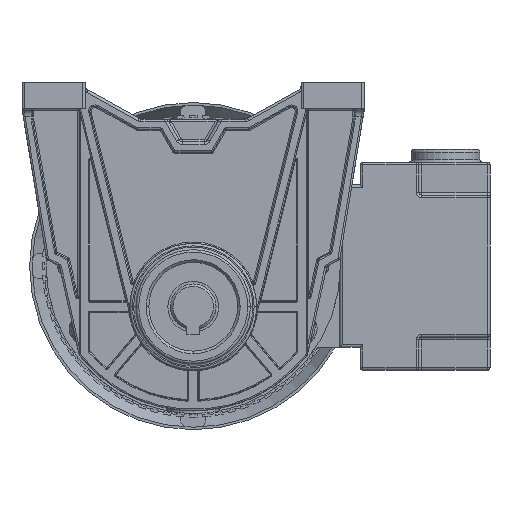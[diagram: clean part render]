
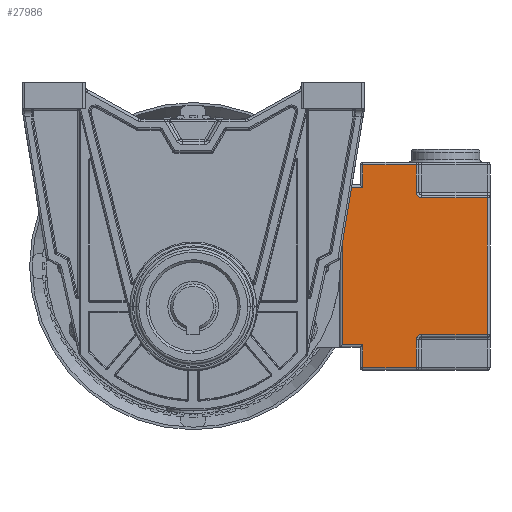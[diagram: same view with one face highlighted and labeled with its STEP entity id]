
A CAD part, front view. The second image highlights one B-rep face of the part: STEP entity #27986.
In plain terms, the highlighted face is planar.
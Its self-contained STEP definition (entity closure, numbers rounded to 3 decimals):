
#1688 = EDGE_CURVE ( 'NONE', #32855, #18853, #3145, .T. ) ;
#1933 = FACE_OUTER_BOUND ( 'NONE', #74135, .T. ) ;
#3145 = LINE ( 'NONE', #14990, #33656 ) ;
#3597 = CARTESIAN_POINT ( 'NONE',  ( 149., -31., -84.7 ) ) ;
#3839 = VERTEX_POINT ( 'NONE', #35315 ) ;
#4794 = ORIENTED_EDGE ( 'NONE', *, *, #26737, .T. ) ;
#5001 = CARTESIAN_POINT ( 'NONE',  ( 149., 27., 0. ) ) ;
#5852 = EDGE_CURVE ( 'NONE', #3839, #72418, #44299, .T. ) ;
#6930 = LINE ( 'NONE', #24526, #44674 ) ;
#6976 = EDGE_CURVE ( 'NONE', #12349, #46740, #38186, .T. ) ;
#7712 = CARTESIAN_POINT ( 'NONE',  ( 149., 40., -92.7 ) ) ;
#7951 = CARTESIAN_POINT ( 'NONE',  ( 149., -31., 0. ) ) ;
#8199 = CARTESIAN_POINT ( 'NONE',  ( 149., -40., -91.7 ) ) ;
#8313 = CARTESIAN_POINT ( 'NONE',  ( 149., 27., -115.9 ) ) ;
#8419 = CARTESIAN_POINT ( 'NONE',  ( 149., -27., -141.9 ) ) ;
#8859 = CARTESIAN_POINT ( 'NONE',  ( 149., 29., -115.9 ) ) ;
#10274 = DIRECTION ( 'NONE',  ( 0., 1., 0. ) ) ;
#10876 = CARTESIAN_POINT ( 'NONE',  ( 149., 31., -92.7 ) ) ;
#11850 = AXIS2_PLACEMENT_3D ( 'NONE', #74469, #63346, #64088 ) ;
#12097 = CARTESIAN_POINT ( 'NONE',  ( 149., -40., -113.9 ) ) ;
#12349 = VERTEX_POINT ( 'NONE', #3597 ) ;
#13043 = DIRECTION ( 'NONE',  ( 1., 0., 0. ) ) ;
#14222 = DIRECTION ( 'NONE',  ( -1., 0., 0. ) ) ;
#14247 = VECTOR ( 'NONE', #42048, 1000. ) ;
#14482 = LINE ( 'NONE', #30179, #14247 ) ;
#14990 = CARTESIAN_POINT ( 'NONE',  ( 149., 0., -113.9 ) ) ;
#14999 = ORIENTED_EDGE ( 'NONE', *, *, #58888, .F. ) ;
#16219 = DIRECTION ( 'NONE',  ( 0., 0., 1. ) ) ;
#17719 = LINE ( 'NONE', #41052, #59064 ) ;
#18773 = DIRECTION ( 'NONE',  ( 0., 1., 0. ) ) ;
#18853 = VERTEX_POINT ( 'NONE', #12097 ) ;
#19519 = VECTOR ( 'NONE', #48901, 1000. ) ;
#19525 = PLANE ( 'NONE',  #21243 ) ;
#21081 = LINE ( 'NONE', #5001, #33697 ) ;
#21243 = AXIS2_PLACEMENT_3D ( 'NONE', #65458, #13043, #31371 ) ;
#21588 = CARTESIAN_POINT ( 'NONE',  ( 149., -27., 0. ) ) ;
#21956 = VECTOR ( 'NONE', #10274, 1000. ) ;
#21967 = LINE ( 'NONE', #21588, #28535 ) ;
#22205 = VERTEX_POINT ( 'NONE', #8313 ) ;
#22894 = CIRCLE ( 'NONE', #11850, 2. ) ;
#22914 = VERTEX_POINT ( 'NONE', #10876 ) ;
#24526 = CARTESIAN_POINT ( 'NONE',  ( 149., 0., -92.7 ) ) ;
#24825 = ORIENTED_EDGE ( 'NONE', *, *, #40837, .F. ) ;
#24931 = CARTESIAN_POINT ( 'NONE',  ( 149., 0., -113.9 ) ) ;
#25670 = CARTESIAN_POINT ( 'NONE',  ( 149., -29., -113.9 ) ) ;
#26737 = EDGE_CURVE ( 'NONE', #65068, #71901, #58622, .T. ) ;
#26873 = VERTEX_POINT ( 'NONE', #7712 ) ;
#27087 = CARTESIAN_POINT ( 'NONE',  ( 149., 0., -84.7 ) ) ;
#27216 = ORIENTED_EDGE ( 'NONE', *, *, #58336, .T. ) ;
#27986 = ADVANCED_FACE ( 'NONE', ( #1933 ), #19525, .F. ) ;
#28535 = VECTOR ( 'NONE', #16219, 1000. ) ;
#29970 = AXIS2_PLACEMENT_3D ( 'NONE', #8859, #14222, #48653 ) ;
#30179 = CARTESIAN_POINT ( 'NONE',  ( 149., 40., -114.9 ) ) ;
#30857 = ORIENTED_EDGE ( 'NONE', *, *, #60363, .T. ) ;
#31371 = DIRECTION ( 'NONE',  ( 0., 1., 0. ) ) ;
#32260 = CARTESIAN_POINT ( 'NONE',  ( 149., 31., 0. ) ) ;
#32645 = DIRECTION ( 'NONE',  ( 0., 0., -1. ) ) ;
#32855 = VERTEX_POINT ( 'NONE', #25670 ) ;
#33656 = VECTOR ( 'NONE', #44073, 1000. ) ;
#33697 = VECTOR ( 'NONE', #57051, 1000. ) ;
#33907 = ORIENTED_EDGE ( 'NONE', *, *, #5852, .T. ) ;
#34442 = VERTEX_POINT ( 'NONE', #74657 ) ;
#35315 = CARTESIAN_POINT ( 'NONE',  ( 149., -40., -92.7 ) ) ;
#36530 = EDGE_CURVE ( 'NONE', #68454, #70156, #21967, .T. ) ;
#36667 = ORIENTED_EDGE ( 'NONE', *, *, #68752, .T. ) ;
#36671 = EDGE_CURVE ( 'NONE', #34442, #68454, #17719, .T. ) ;
#38186 = LINE ( 'NONE', #27087, #21956 ) ;
#39729 = EDGE_CURVE ( 'NONE', #22205, #34442, #21081, .T. ) ;
#40837 = EDGE_CURVE ( 'NONE', #22205, #71901, #56869, .T. ) ;
#41052 = CARTESIAN_POINT ( 'NONE',  ( 149., -28., -141.9 ) ) ;
#42048 = DIRECTION ( 'NONE',  ( 0., 0., -1. ) ) ;
#44073 = DIRECTION ( 'NONE',  ( 0., -1., 0. ) ) ;
#44299 = LINE ( 'NONE', #67641, #19519 ) ;
#44674 = VECTOR ( 'NONE', #18773, 1000. ) ;
#46259 = VECTOR ( 'NONE', #32645, 1000. ) ;
#46415 = DIRECTION ( 'NONE',  ( 0., -1., 0. ) ) ;
#46740 = VERTEX_POINT ( 'NONE', #51116 ) ;
#47323 = CARTESIAN_POINT ( 'NONE',  ( 149., 29., -113.9 ) ) ;
#48653 = DIRECTION ( 'NONE',  ( 0., 0., -1. ) ) ;
#48901 = DIRECTION ( 'NONE',  ( 0., 1., 0. ) ) ;
#48984 = ORIENTED_EDGE ( 'NONE', *, *, #39729, .T. ) ;
#49915 = VECTOR ( 'NONE', #65603, 1000. ) ;
#51116 = CARTESIAN_POINT ( 'NONE',  ( 149., 31., -84.7 ) ) ;
#52938 = VECTOR ( 'NONE', #54617, 1000. ) ;
#54617 = DIRECTION ( 'NONE',  ( 0., 0., 1. ) ) ;
#56869 = CIRCLE ( 'NONE', #29970, 2. ) ;
#57051 = DIRECTION ( 'NONE',  ( 0., 0., -1. ) ) ;
#57718 = VECTOR ( 'NONE', #70872, 1000. ) ;
#58336 = EDGE_CURVE ( 'NONE', #26873, #65068, #14482, .T. ) ;
#58622 = LINE ( 'NONE', #24931, #57718 ) ;
#58888 = EDGE_CURVE ( 'NONE', #32855, #70156, #22894, .T. ) ;
#59064 = VECTOR ( 'NONE', #46415, 1000. ) ;
#59252 = ORIENTED_EDGE ( 'NONE', *, *, #6976, .T. ) ;
#59810 = ORIENTED_EDGE ( 'NONE', *, *, #36671, .T. ) ;
#60220 = EDGE_CURVE ( 'NONE', #18853, #3839, #66348, .T. ) ;
#60358 = LINE ( 'NONE', #7951, #52938 ) ;
#60363 = EDGE_CURVE ( 'NONE', #46740, #22914, #67483, .T. ) ;
#61808 = CARTESIAN_POINT ( 'NONE',  ( 149., 40., -113.9 ) ) ;
#63346 = DIRECTION ( 'NONE',  ( -1., 0., 0. ) ) ;
#64088 = DIRECTION ( 'NONE',  ( 0., 0., -1. ) ) ;
#65068 = VERTEX_POINT ( 'NONE', #61808 ) ;
#65458 = CARTESIAN_POINT ( 'NONE',  ( 149., 0., 0. ) ) ;
#65505 = ORIENTED_EDGE ( 'NONE', *, *, #60220, .T. ) ;
#65603 = DIRECTION ( 'NONE',  ( 0., 0., 1. ) ) ;
#66348 = LINE ( 'NONE', #8199, #49915 ) ;
#66978 = CARTESIAN_POINT ( 'NONE',  ( 149., -27., -115.9 ) ) ;
#67483 = LINE ( 'NONE', #32260, #46259 ) ;
#67641 = CARTESIAN_POINT ( 'NONE',  ( 149., 0., -92.7 ) ) ;
#68454 = VERTEX_POINT ( 'NONE', #8419 ) ;
#68752 = EDGE_CURVE ( 'NONE', #72418, #12349, #60358, .T. ) ;
#69944 = EDGE_CURVE ( 'NONE', #22914, #26873, #6930, .T. ) ;
#70156 = VERTEX_POINT ( 'NONE', #66978 ) ;
#70872 = DIRECTION ( 'NONE',  ( 0., -1., 0. ) ) ;
#71506 = ORIENTED_EDGE ( 'NONE', *, *, #1688, .T. ) ;
#71901 = VERTEX_POINT ( 'NONE', #47323 ) ;
#72418 = VERTEX_POINT ( 'NONE', #73985 ) ;
#73985 = CARTESIAN_POINT ( 'NONE',  ( 149., -31., -92.7 ) ) ;
#73987 = ORIENTED_EDGE ( 'NONE', *, *, #69944, .T. ) ;
#74135 = EDGE_LOOP ( 'NONE', ( #30857, #73987, #27216, #4794, #24825, #48984, #59810, #74545, #14999, #71506, #65505, #33907, #36667, #59252 ) ) ;
#74469 = CARTESIAN_POINT ( 'NONE',  ( 149., -29., -115.9 ) ) ;
#74545 = ORIENTED_EDGE ( 'NONE', *, *, #36530, .T. ) ;
#74657 = CARTESIAN_POINT ( 'NONE',  ( 149., 27., -141.9 ) ) ;
